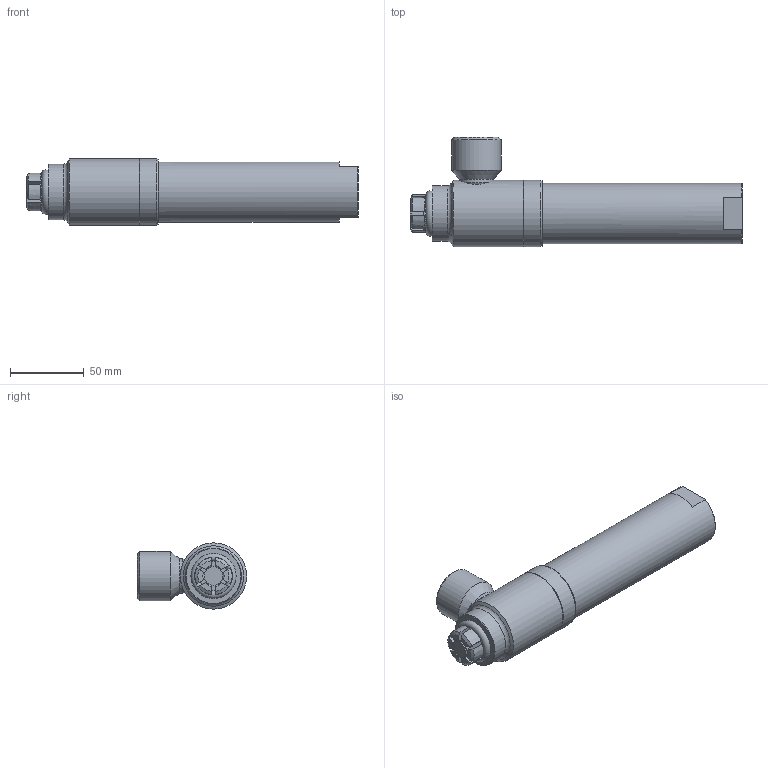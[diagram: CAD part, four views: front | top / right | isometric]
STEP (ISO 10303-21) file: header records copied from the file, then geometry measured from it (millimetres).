
FILE_DESCRIPTION(/* description */ (''),/* implementation_level */ '2;1');
FILE_NAME(/* name */ 'FNP-124121.stp',/* time_stamp */ '2017-08-23T09:52:16-05:00',/* author */ ('scottg'),/* organization */ ('FasTest,Inc.'),/* preprocessor_version */ 'ST-DEVELOPER v16.1',/* originating_system */ 'Autodesk Inventor 2016',/* authorisation */ '');
FILE_SCHEMA (('AUTOMOTIVE_DESIGN { 1 0 10303 214 3 1 1 }'));
Length unit declared in the file: inch
Products named in the file (1): FNP-124121
Bounding box: 225.6 x 74.3 x 45.09 mm (x, y, z)
Volume: 312962.1 mm3; surface area: 39789.2 mm2
Topology: 1 solids, 1 shells, 121 faces, 325 edges, 212 vertices
Faces by surface type: cone 49, plane 33, torus 22, cylinder 17
Full cylindrical faces by diameter (mm): 6.147 x1, 7.95 x1, 9.271 x1, 12.421 x1, 22.631 x1, 23.368 x1, 33.655 x1, 37.871 x1, 41.275 x1, 45.085 x2
Entity records: 4006 total; most frequent: CARTESIAN_POINT 1219, ORIENTED_EDGE 560, DIRECTION 508, EDGE_CURVE 280, AXIS2_PLACEMENT_3D 231, VERTEX_POINT 198, EDGE_LOOP 156, FACE_OUTER_BOUND 120
